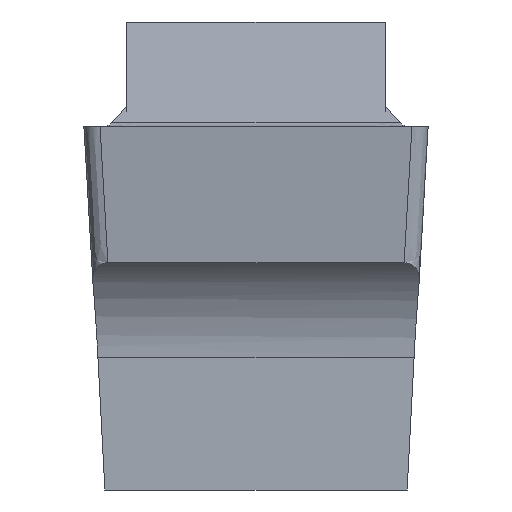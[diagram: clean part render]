
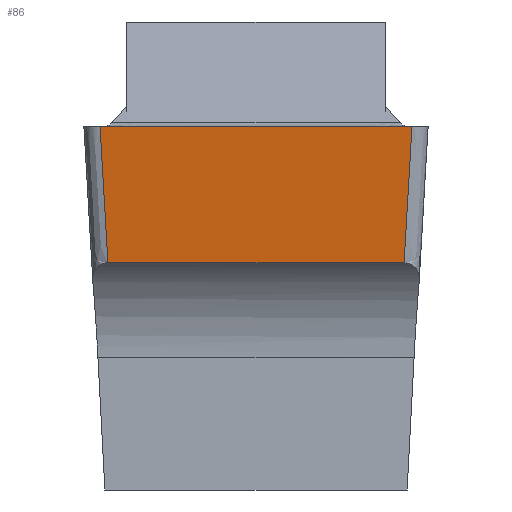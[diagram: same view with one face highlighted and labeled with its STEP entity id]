
A CAD part, front view. The second image highlights one B-rep face of the part: STEP entity #86.
In plain terms, the highlighted planar face has unit normal (0, -0.993, -0.122).
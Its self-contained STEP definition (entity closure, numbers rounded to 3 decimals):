
#58=B_SPLINE_CURVE_WITH_KNOTS('',3,(#1040,#1041,#1042,#1043),
 .UNSPECIFIED.,.F.,.F.,(4,4),(0.,1.),.UNSPECIFIED.);
#59=B_SPLINE_CURVE_WITH_KNOTS('',3,(#1056,#1057,#1058,#1059),
 .UNSPECIFIED.,.F.,.F.,(4,4),(0.,1.),.UNSPECIFIED.);
#86=ADVANCED_FACE('SIDE_FP_AN_SU1',(#134),#108,.F.);
#108=PLANE('',#621);
#134=FACE_OUTER_BOUND('',#162,.T.);
#162=EDGE_LOOP('',(#291,#292,#293,#294));
#291=ORIENTED_EDGE('',*,*,#448,.T.);
#292=ORIENTED_EDGE('',*,*,#437,.F.);
#293=ORIENTED_EDGE('',*,*,#449,.T.);
#294=ORIENTED_EDGE('',*,*,#421,.F.);
#362=VERTEX_POINT('',#904);
#364=VERTEX_POINT('',#927);
#370=VERTEX_POINT('',#1001);
#371=VERTEX_POINT('',#1003);
#421=EDGE_CURVE('',#364,#362,#491,.T.);
#437=EDGE_CURVE('',#370,#371,#502,.T.);
#448=EDGE_CURVE('',#364,#371,#58,.T.);
#449=EDGE_CURVE('',#370,#362,#59,.T.);
#491=LINE('',#928,#545);
#502=LINE('',#1002,#557);
#545=VECTOR('',#688,1.);
#557=VECTOR('',#714,1.);
#621=AXIS2_PLACEMENT_3D('',#1077,#730,#731);
#688=DIRECTION('',(-1.,0.,0.));
#714=DIRECTION('',(1.,0.,0.));
#730=DIRECTION('',(0.,0.993,0.122));
#731=DIRECTION('',(-0.057,0.122,-0.991));
#904=CARTESIAN_POINT('',(-1.833,-12.891,-1.683));
#927=CARTESIAN_POINT('',(1.833,-12.891,-1.683));
#928=CARTESIAN_POINT('',(5.,-12.891,-1.683));
#1001=CARTESIAN_POINT('',(-1.93,-13.098,0.));
#1002=CARTESIAN_POINT('',(-17.65,-13.098,0.));
#1003=CARTESIAN_POINT('',(1.93,-13.098,0.));
#1040=CARTESIAN_POINT('',(1.833,-12.891,-1.683));
#1041=CARTESIAN_POINT('',(1.865,-12.96,-1.122));
#1042=CARTESIAN_POINT('',(1.898,-13.029,-0.561));
#1043=CARTESIAN_POINT('',(1.93,-13.098,0.));
#1056=CARTESIAN_POINT('',(-1.93,-13.098,0.));
#1057=CARTESIAN_POINT('',(-1.898,-13.029,-0.561));
#1058=CARTESIAN_POINT('',(-1.865,-12.96,-1.122));
#1059=CARTESIAN_POINT('',(-1.833,-12.891,-1.683));
#1077=CARTESIAN_POINT('',(2.003,-12.81,-2.348));
